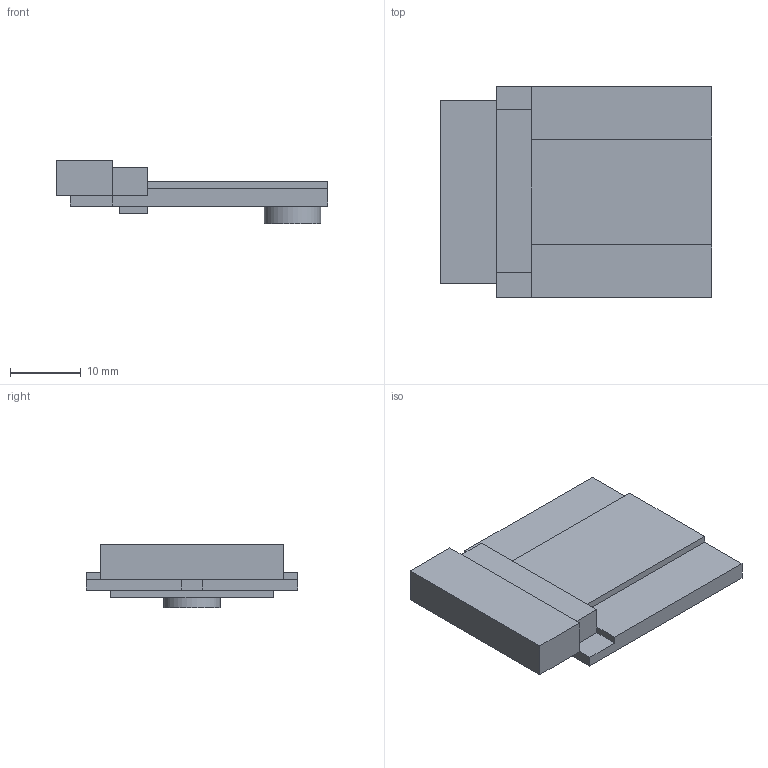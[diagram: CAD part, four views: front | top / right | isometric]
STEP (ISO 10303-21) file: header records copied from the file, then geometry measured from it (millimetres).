
FILE_DESCRIPTION(('STEP AP214'), '1');
FILE_NAME('BNO055', '', ('UNSPECIFIED'), ('UNSPECIFIED'), 'ASCON STEP Converter 1.6', 'ASCON Math Kernel', '');
FILE_SCHEMA(('AUTOMOTIVE_DESIGN { 1 0 10303 214 3 1 1}'));
Length unit declared in the file: millimetre
Bounding box: 38.5 x 30 x 9 mm (x, y, z)
Volume: 4266.1 mm3; surface area: 3058.2 mm2
Topology: 1 solids, 1 shells, 35 faces, 87 edges, 56 vertices
Faces by surface type: plane 34, cylinder 1
Full cylindrical faces by diameter (mm): 8 x1
Entity records: 1329 total; most frequent: CARTESIAN_POINT 178, ORIENTED_EDGE 172, DIRECTION 160, EDGE_CURVE 86, LINE 84, VECTOR 84, VERTEX_POINT 56, AXIS2_PLACEMENT_3D 38
